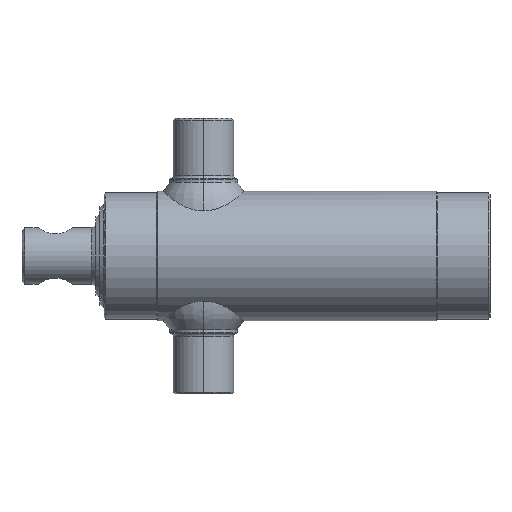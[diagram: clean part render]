
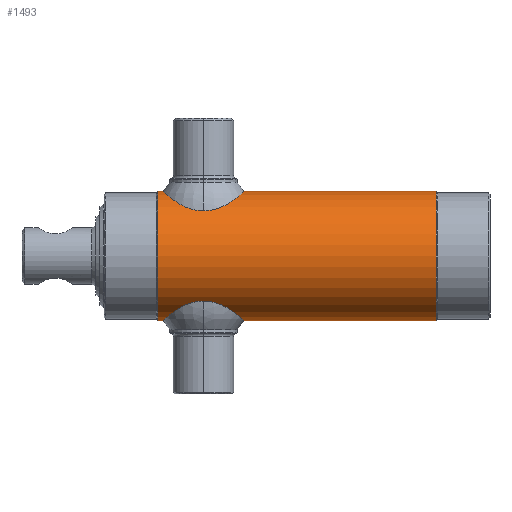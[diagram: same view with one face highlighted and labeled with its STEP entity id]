
A CAD part, left-side view. The second image highlights one B-rep face of the part: STEP entity #1493.
In plain terms, the highlighted cylindrical face has radius 48 mm (diameter 96 mm), a partial arc.
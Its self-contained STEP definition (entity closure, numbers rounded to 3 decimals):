
#16 = CARTESIAN_POINT ( 'NONE',  ( -1.552, 225.888, 47.975 ) ) ;
#103 = CIRCLE ( 'NONE', #7430, 48. ) ;
#339 = CARTESIAN_POINT ( 'NONE',  ( -5.683, 218.156, 47.662 ) ) ;
#354 = EDGE_CURVE ( 'NONE', #7069, #6194, #6430, .T. ) ;
#541 = CARTESIAN_POINT ( 'NONE',  ( -4.767, 223.754, 47.763 ) ) ;
#790 = EDGE_CURVE ( 'NONE', #7668, #7069, #9112, .T. ) ;
#801 = VECTOR ( 'NONE', #7354, 1000. ) ;
#836 = LINE ( 'NONE', #3239, #801 ) ;
#938 = AXIS2_PLACEMENT_3D ( 'NONE', #7529, #8263, #7498 ) ;
#1184 = CARTESIAN_POINT ( 'NONE',  ( -3.963, 215.567, 47.837 ) ) ;
#1234 = CARTESIAN_POINT ( 'NONE',  ( -5.96, 219.298, 47.629 ) ) ;
#1268 = CARTESIAN_POINT ( 'NONE',  ( -4.516, 216.12, 47.788 ) ) ;
#1279 = DIRECTION ( 'NONE',  ( 0., -1., 0. ) ) ;
#1339 = CARTESIAN_POINT ( 'NONE',  ( -5.846, 218.723, 47.643 ) ) ;
#1372 = CARTESIAN_POINT ( 'NONE',  ( -3.658, 224.861, 47.862 ) ) ;
#1468 = CARTESIAN_POINT ( 'NONE',  ( -1.362, 225.936, 47.981 ) ) ;
#1493 = ADVANCED_FACE ( 'NONE', ( #7190 ), #7116, .T. ) ;
#1570 = CARTESIAN_POINT ( 'NONE',  ( 0., 226.089, 48. ) ) ;
#1882 = CARTESIAN_POINT ( 'NONE',  ( -3.661, 215.319, 47.861 ) ) ;
#1909 = CARTESIAN_POINT ( 'NONE',  ( -2.653, 214.704, 47.927 ) ) ;
#1948 = CARTESIAN_POINT ( 'NONE',  ( -1.555, 214.291, 47.975 ) ) ;
#2026 = CARTESIAN_POINT ( 'NONE',  ( -6., 220.482, 47.623 ) ) ;
#2078 = CARTESIAN_POINT ( 'NONE',  ( 0., 254.089, 0. ) ) ;
#2217 = AXIS2_PLACEMENT_3D ( 'NONE', #2078, #6928, #2810 ) ;
#2569 = EDGE_CURVE ( 'NONE', #3319, #5301, #103, .T. ) ;
#2588 = CARTESIAN_POINT ( 'NONE',  ( -3.169, 214.991, 47.896 ) ) ;
#2748 = CARTESIAN_POINT ( 'NONE',  ( 0., 214.089, 48. ) ) ;
#2761 = CARTESIAN_POINT ( 'NONE',  ( 0., -39.431, 48. ) ) ;
#2810 = DIRECTION ( 'NONE',  ( 0., 0., -1. ) ) ;
#3239 = CARTESIAN_POINT ( 'NONE',  ( 0., -39.431, -48. ) ) ;
#3271 = CARTESIAN_POINT ( 'NONE',  ( -0.781, 214.127, 47.995 ) ) ;
#3319 = VERTEX_POINT ( 'NONE', #5694 ) ;
#3333 = CARTESIAN_POINT ( 'NONE',  ( -1.931, 214.405, 47.962 ) ) ;
#3361 = EDGE_LOOP ( 'NONE', ( #4750, #6071, #8377, #4000, #5424, #8291 ) ) ;
#3397 = CARTESIAN_POINT ( 'NONE',  ( -2.999, 214.889, 47.907 ) ) ;
#3412 = CARTESIAN_POINT ( 'NONE',  ( -5.392, 222.75, 47.696 ) ) ;
#3867 = EDGE_CURVE ( 'NONE', #7668, #5414, #6709, .T. ) ;
#3920 = CARTESIAN_POINT ( 'NONE',  ( -2.299, 214.537, 47.946 ) ) ;
#3924 = CARTESIAN_POINT ( 'NONE',  ( 0., -39.431, 48. ) ) ;
#4000 = ORIENTED_EDGE ( 'NONE', *, *, #2569, .F. ) ;
#4116 = CARTESIAN_POINT ( 'NONE',  ( -5.205, 217.08, 47.717 ) ) ;
#4218 = CARTESIAN_POINT ( 'NONE',  ( -3.966, 224.608, 47.837 ) ) ;
#4370 = CARTESIAN_POINT ( 'NONE',  ( -0.787, 226.05, 47.995 ) ) ;
#4680 = LINE ( 'NONE', #3924, #4777 ) ;
#4694 = DIRECTION ( 'NONE',  ( 0., -1., 0. ) ) ;
#4750 = ORIENTED_EDGE ( 'NONE', *, *, #790, .F. ) ;
#4777 = VECTOR ( 'NONE', #5984, 1000. ) ;
#4861 = CARTESIAN_POINT ( 'NONE',  ( 0., 47.089, 0. ) ) ;
#4888 = EDGE_CURVE ( 'NONE', #6194, #3319, #4680, .T. ) ;
#4950 = CARTESIAN_POINT ( 'NONE',  ( -5.798, 218.533, 47.649 ) ) ;
#5301 = VERTEX_POINT ( 'NONE', #7061 ) ;
#5372 = CARTESIAN_POINT ( 'NONE',  ( -5.39, 217.424, 47.697 ) ) ;
#5414 = VERTEX_POINT ( 'NONE', #6491 ) ;
#5424 = ORIENTED_EDGE ( 'NONE', *, *, #4888, .F. ) ;
#5694 = CARTESIAN_POINT ( 'NONE',  ( 0., 47.089, 48. ) ) ;
#5703 = CARTESIAN_POINT ( 'NONE',  ( -2.117, 225.707, 47.954 ) ) ;
#5787 = CARTESIAN_POINT ( 'NONE',  ( 0., 226.089, 48. ) ) ;
#5916 = CARTESIAN_POINT ( 'NONE',  ( -1.362, 214.243, 47.981 ) ) ;
#5984 = DIRECTION ( 'NONE',  ( 0., -1., 0. ) ) ;
#6071 = ORIENTED_EDGE ( 'NONE', *, *, #3867, .T. ) ;
#6188 = CARTESIAN_POINT ( 'NONE',  ( -5.206, 223.098, 47.717 ) ) ;
#6194 = VERTEX_POINT ( 'NONE', #6805 ) ;
#6225 = CARTESIAN_POINT ( 'NONE',  ( -5.962, 220.874, 47.628 ) ) ;
#6338 = CARTESIAN_POINT ( 'NONE',  ( -3.006, 225.297, 47.907 ) ) ;
#6418 = CARTESIAN_POINT ( 'NONE',  ( -0.397, 226.089, 48. ) ) ;
#6430 = B_SPLINE_CURVE_WITH_KNOTS ( 'NONE', 3,
 ( #5787, #6418, #4370, #1468, #16, #8488, #5703, #8459, #6338, #1372, #4218, #8327, #541, #6188, #3412, #8817, #8399, #6225, #2026, #7558, #1234, #1339, #4950, #339, #7625, #5372, #4116, #7527, #1268, #1184, #1882, #2588, #3397, #1909, #3920, #3333, #1948, #5916, #3271, #7980, #2748 ),
 .UNSPECIFIED., .F., .F.,
 ( 4, 2, 2, 2, 2, 2, 2, 2, 2, 2, 2, 2, 2, 2, 2, 2, 2, 1, 2, 2, 4 ),
 ( 0.028, 0.029, 0.03, 0.031, 0.032, 0.033, 0.034, 0.035, 0.036, 0.038, 0.039, 0.039, 0.04, 0.041, 0.042, 0.043, 0.044, 0.045, 0.045, 0.046, 0.047 ),
 .UNSPECIFIED. ) ;
#6491 = CARTESIAN_POINT ( 'NONE',  ( 0., 254.089, -48. ) ) ;
#6709 = CIRCLE ( 'NONE', #2217, 48. ) ;
#6805 = CARTESIAN_POINT ( 'NONE',  ( 0., 214.089, 48. ) ) ;
#6928 = DIRECTION ( 'NONE',  ( 0., -1., 0. ) ) ;
#7061 = CARTESIAN_POINT ( 'NONE',  ( 0., 47.089, -48. ) ) ;
#7064 = CARTESIAN_POINT ( 'NONE',  ( 0., 254.089, 48. ) ) ;
#7069 = VERTEX_POINT ( 'NONE', #1570 ) ;
#7116 = CYLINDRICAL_SURFACE ( 'NONE', #938, 48. ) ;
#7190 = FACE_OUTER_BOUND ( 'NONE', #3361, .T. ) ;
#7354 = DIRECTION ( 'NONE',  ( 0., -1., 0. ) ) ;
#7430 = AXIS2_PLACEMENT_3D ( 'NONE', #4861, #1279, #8237 ) ;
#7498 = DIRECTION ( 'NONE',  ( 0., 0., -1. ) ) ;
#7527 = CARTESIAN_POINT ( 'NONE',  ( -4.769, 216.428, 47.763 ) ) ;
#7529 = CARTESIAN_POINT ( 'NONE',  ( 0., -39.431, 0. ) ) ;
#7558 = CARTESIAN_POINT ( 'NONE',  ( -6., 219.688, 47.624 ) ) ;
#7625 = CARTESIAN_POINT ( 'NONE',  ( -5.616, 217.968, 47.67 ) ) ;
#7668 = VERTEX_POINT ( 'NONE', #7064 ) ;
#7936 = EDGE_CURVE ( 'NONE', #5414, #5301, #836, .T. ) ;
#7980 = CARTESIAN_POINT ( 'NONE',  ( -0.392, 214.089, 48. ) ) ;
#8237 = DIRECTION ( 'NONE',  ( 0., 0., -1. ) ) ;
#8263 = DIRECTION ( 'NONE',  ( 0., -1., 0. ) ) ;
#8291 = ORIENTED_EDGE ( 'NONE', *, *, #354, .F. ) ;
#8327 = CARTESIAN_POINT ( 'NONE',  ( -4.519, 224.055, 47.788 ) ) ;
#8377 = ORIENTED_EDGE ( 'NONE', *, *, #7936, .T. ) ;
#8399 = CARTESIAN_POINT ( 'NONE',  ( -5.807, 221.65, 47.647 ) ) ;
#8459 = CARTESIAN_POINT ( 'NONE',  ( -2.662, 225.481, 47.928 ) ) ;
#8488 = CARTESIAN_POINT ( 'NONE',  ( -1.93, 225.774, 47.962 ) ) ;
#8817 = CARTESIAN_POINT ( 'NONE',  ( -5.692, 222.028, 47.662 ) ) ;
#9112 = LINE ( 'NONE', #2761, #9117 ) ;
#9117 = VECTOR ( 'NONE', #4694, 1000. ) ;
